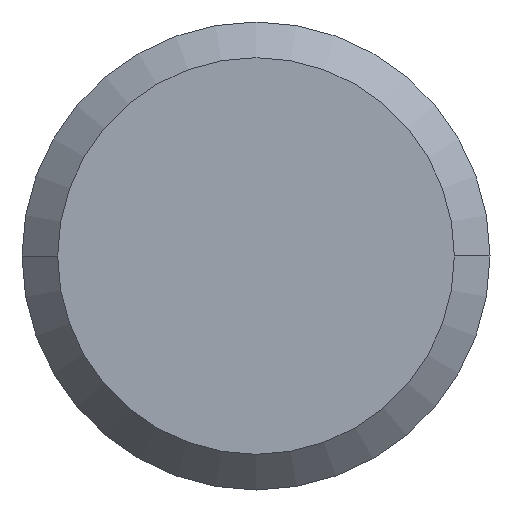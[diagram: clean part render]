
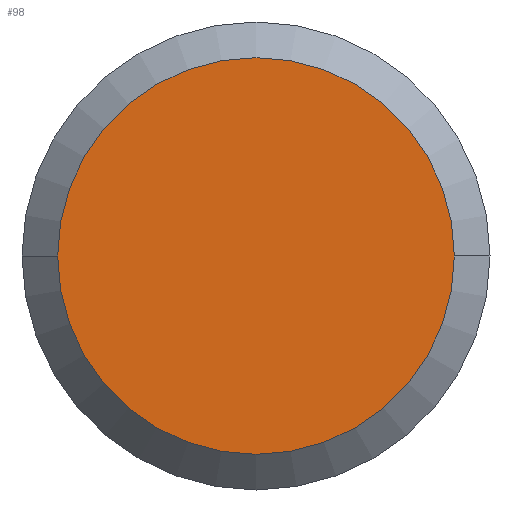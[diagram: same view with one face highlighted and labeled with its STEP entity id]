
A CAD part, left-side view. The second image highlights one B-rep face of the part: STEP entity #98.
In plain terms, the highlighted planar face has unit normal (-1, 0, 0).
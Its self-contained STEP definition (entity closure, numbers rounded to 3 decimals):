
#82 = VERTEX_POINT ( 'NONE', #163 ) ;
#91 = DIRECTION ( 'NONE',  ( 0., -1., 0. ) ) ;
#93 = CARTESIAN_POINT ( 'NONE',  ( 0., 0., 0. ) ) ;
#98 = ADVANCED_FACE ( 'NONE', ( #203 ), #126, .T. ) ;
#126 = PLANE ( 'NONE',  #196 ) ;
#128 = DIRECTION ( 'NONE',  ( 1., 0., 0. ) ) ;
#149 = DIRECTION ( 'NONE',  ( 1., 0., 0. ) ) ;
#163 = CARTESIAN_POINT ( 'NONE',  ( 0., 4.238, 0. ) ) ;
#188 = VERTEX_POINT ( 'NONE', #292 ) ;
#190 = EDGE_CURVE ( 'NONE', #188, #82, #192, .T. ) ;
#192 = CIRCLE ( 'NONE', #308, 4.238 ) ;
#196 = AXIS2_PLACEMENT_3D ( 'NONE', #225, #416, #91 ) ;
#203 = FACE_OUTER_BOUND ( 'NONE', #261, .T. ) ;
#225 = CARTESIAN_POINT ( 'NONE',  ( 0., 0., 0. ) ) ;
#231 = AXIS2_PLACEMENT_3D ( 'NONE', #378, #149, #271 ) ;
#261 = EDGE_LOOP ( 'NONE', ( #417, #373 ) ) ;
#267 = CIRCLE ( 'NONE', #231, 4.238 ) ;
#271 = DIRECTION ( 'NONE',  ( 0., 1., 0. ) ) ;
#292 = CARTESIAN_POINT ( 'NONE',  ( 0., -4.238, 0. ) ) ;
#308 = AXIS2_PLACEMENT_3D ( 'NONE', #93, #128, #359 ) ;
#359 = DIRECTION ( 'NONE',  ( 0., 1., 0. ) ) ;
#373 = ORIENTED_EDGE ( 'NONE', *, *, #190, .F. ) ;
#378 = CARTESIAN_POINT ( 'NONE',  ( 0., 0., 0. ) ) ;
#394 = EDGE_CURVE ( 'NONE', #82, #188, #267, .T. ) ;
#416 = DIRECTION ( 'NONE',  ( -1., 0., 0. ) ) ;
#417 = ORIENTED_EDGE ( 'NONE', *, *, #394, .F. ) ;
